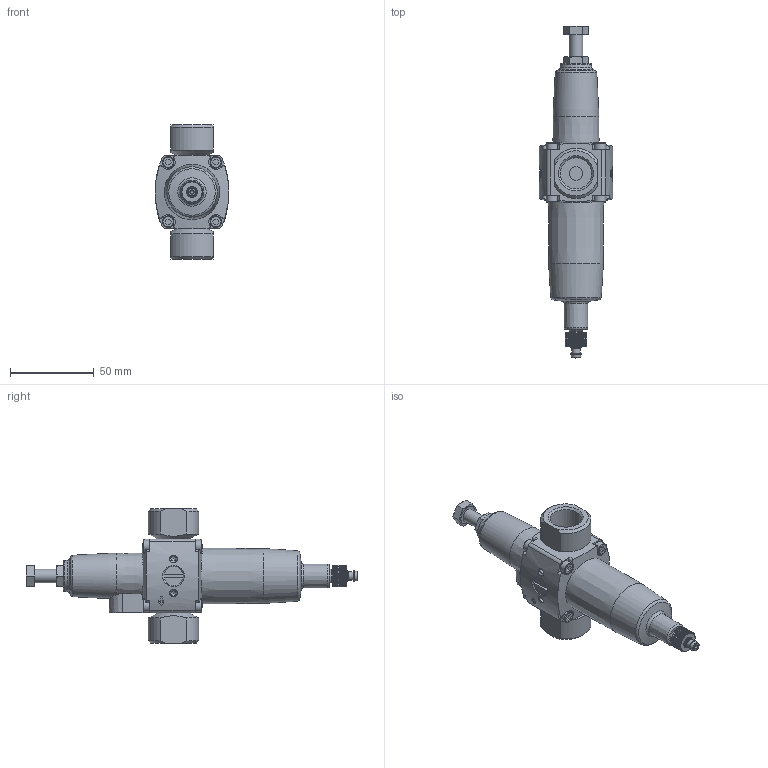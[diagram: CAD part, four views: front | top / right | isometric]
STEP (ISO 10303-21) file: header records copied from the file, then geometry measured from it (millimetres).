
FILE_DESCRIPTION(/* description */ ('STEP AP214'),/* implementation_level */ '2;1');
FILE_NAME(/* name */ '8120904_PCRP-44-G12-12-E-R1-M-T18',/* time_stamp */ '2024-09-13T16:27:19+02:00',/* author */ ('License CC BY-ND 4.0'),/* organization */ ('CADENAS'),/* preprocessor_version */ 'ST-DEVELOPER v19.3',/* originating_system */ 'PARTsolutions',/* authorisation */ ' ');
FILE_SCHEMA (('CONFIG_CONTROL_DESIGN','AUTOMOTIVE_DESIGN { 1 0 10303 214 3 1 1 }','MODEL_BASED_INTEGRATED_MANUFACTURING_SCHEMA','AUTOMOTIVE_DESIGN {1 0 10303 214 3 1 1}'));
Length unit declared in the file: millimetre
Products named in the file (7): 8120904 PCRP-44-G12-12-E-R1-M-T18; 8120904 PCRP-44-G12-12-E-R1-M-T18---(h); 4872197 PCRP---(s); DIN-439-B - M8(F); 5058551 PCRP-44---(s); 4791639 PCRP---(s); 8089427 PCRP-44-G12
Assembly tree (8 placements, depth 2):
  8120904 PCRP-44-G12-12-E-R1-M-T18
    8120904 PCRP-44-G12-12-E-R1-M-T18---(h)
    4872197 PCRP---(s)  x2
    DIN-439-B - M8(F)
    5058551 PCRP-44---(s)
    4791639 PCRP---(s)
    8089427 PCRP-44-G12  x2
Bounding box: 44 x 198.08 x 80 mm (x, y, z)
Volume: 154679.3 mm3; surface area: 36796.8 mm2
Topology: 8 solids, 8 shells, 463 faces, 1142 edges, 739 vertices
Faces by surface type: plane 282, cylinder 87, cone 57, torus 35, sphere 2
Full cylindrical faces by diameter (mm): 1.5 x1, 2.5 x2, 3.242 x4, 4.8 x1, 4.95 x1, 5 x3, 6 x2, 6.3 x1, 6.647 x2, 7 x8, 7.5 x1, 7.7 x1, 8 x4, 8.376 x1, 8.566 x1, 8.64 x2, 10 x1, 10.8 x2, 11 x2, 11.445 x4, 11.6 x1, 13.157 x4, 18.631 x2
Entity records: 12608 total; most frequent: CARTESIAN_POINT 3196, ORIENTED_EDGE 1862, DIRECTION 1726, EDGE_CURVE 931, AXIS2_PLACEMENT_3D 677, VERTEX_POINT 672, FACE_BOUND 597, EDGE_LOOP 593
